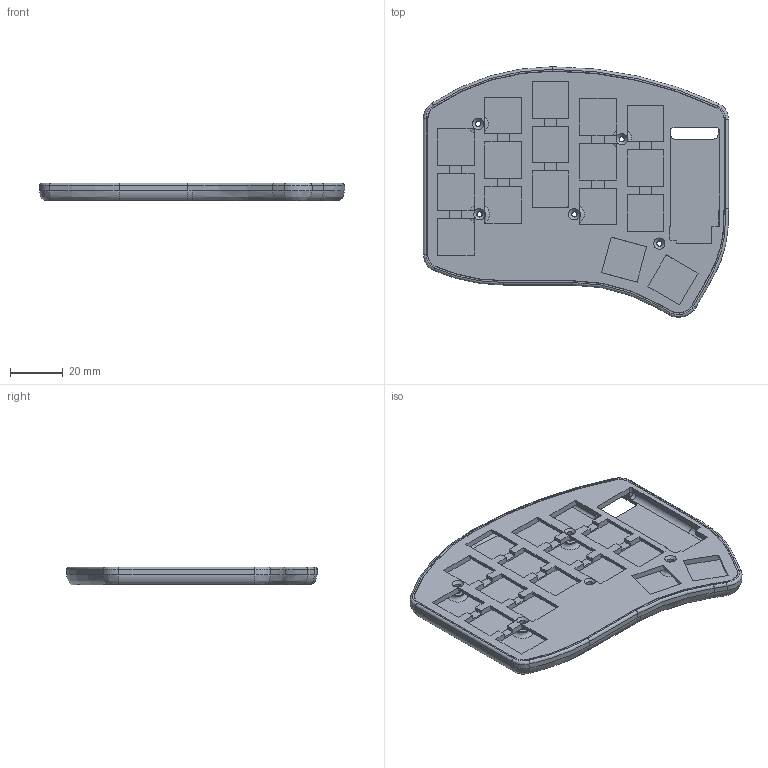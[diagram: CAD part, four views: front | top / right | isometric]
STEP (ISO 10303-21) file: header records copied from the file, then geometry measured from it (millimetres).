
FILE_DESCRIPTION(/* description */ ('','CAx-IF Rec.Pracs.---Representation and Presentation of Product Manufacturing Information (PMI)---4.0---2014-10-13'),/* implementation_level */ '2;1');
FILE_NAME(/* name */ 'case v7.step',/* time_stamp */ '2025-01-06T21:28:22-05:00',/* author */ (''),/* organization */ (''),/* preprocessor_version */ 'ST-DEVELOPER v20',/* originating_system */ 'Autodesk Translation Framework v13.20.0.188',/* authorisation */ '');
FILE_SCHEMA (('AP242_MANAGED_MODEL_BASED_3D_ENGINEERING_MIM_LF { 1 0 10303 442 1 1 4 }'));
Length unit declared in the file: millimetre
Products named in the file (1): Urchin Plate Case
Bounding box: 115.83 x 95.11 x 6.8 mm (x, y, z)
Volume: 21101.8 mm3; surface area: 33331.5 mm2
Topology: 2 solids, 2 shells, 305 faces, 875 edges, 563 vertices
Faces by surface type: plane 189, cylinder 57, bspline 37, torus 13, cone 9
Full cylindrical faces by diameter (mm): 1.9 x5, 2.4 x5, 4.6 x5
Entity records: 11176 total; most frequent: CARTESIAN_POINT 3092, ORIENTED_EDGE 1750, DIRECTION 1568, EDGE_CURVE 875, LINE 644, VECTOR 644, VERTEX_POINT 563, AXIS2_PLACEMENT_3D 462
